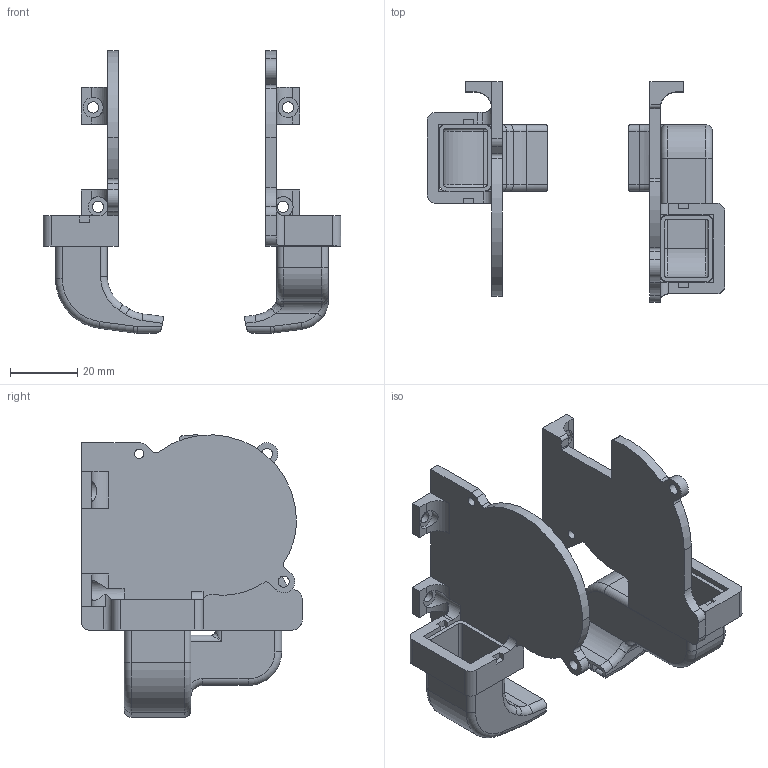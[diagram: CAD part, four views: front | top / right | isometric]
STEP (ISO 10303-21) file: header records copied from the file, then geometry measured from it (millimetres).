
FILE_DESCRIPTION(/* description */ (''),/* implementation_level */ '2;1');
FILE_NAME(/* name */ '5f8356a8e38806130ed5e162',/* time_stamp */ '2020-10-11T19:02:02+00:00',/* author */ (''),/* organization */ (''),/* preprocessor_version */ 'ST-DEVELOPER v16.7',/* originating_system */ $,/* authorisation */ $);
FILE_SCHEMA (('AUTOMOTIVE_DESIGN {1 0 10303 214 3 1 1}'));
Length unit declared in the file: metre
Products named in the file (4): Fan duct left; Fan duct right; Fan holder left; Fan holder right
Bounding box: 88.6 x 65.56 x 84 mm (x, y, z)
Volume: 29632.6 mm3; surface area: 29953.9 mm2
Topology: 4 solids, 4 shells, 351 faces, 972 edges, 608 vertices
Faces by surface type: cylinder 150, plane 140, torus 40, bspline 21
Full cylindrical faces by diameter (mm): 2.7 x2, 3.3 x6, 6 x4
Entity records: 11448 total; most frequent: CARTESIAN_POINT 2459, DIRECTION 1886, ORIENTED_EDGE 1878, EDGE_CURVE 939, AXIS2_PLACEMENT_3D 687, VERTEX_POINT 596, LINE 512, VECTOR 512
